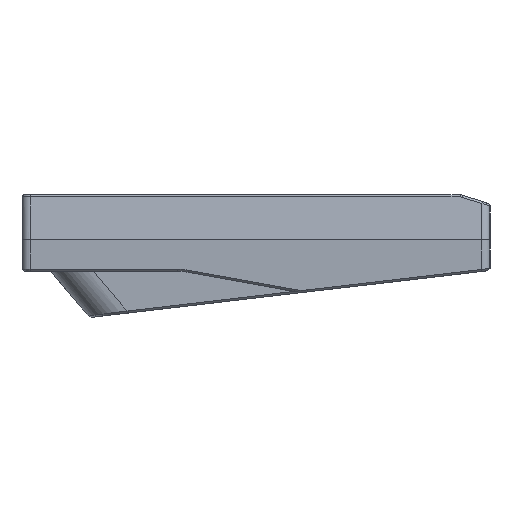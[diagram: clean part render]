
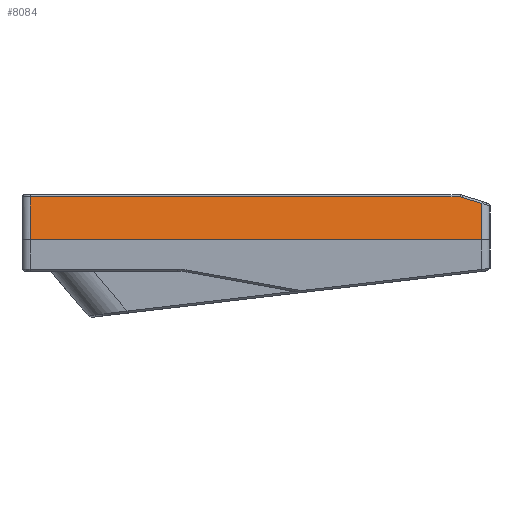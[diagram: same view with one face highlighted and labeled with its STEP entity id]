
A CAD part, left-side view. The second image highlights one B-rep face of the part: STEP entity #8084.
In plain terms, the highlighted planar face has unit normal (-0.99, 0, 0.139).
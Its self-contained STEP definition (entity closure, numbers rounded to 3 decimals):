
#210=B_SPLINE_CURVE_WITH_KNOTS('',3,(#12175,#12176,#12177,#12178),
 .UNSPECIFIED.,.F.,.F.,(4,4),(-41.37,-40.856),
 .UNSPECIFIED.);
#213=B_SPLINE_CURVE_WITH_KNOTS('',3,(#12219,#12220,#12221,#12222),
 .UNSPECIFIED.,.F.,.F.,(4,4),(-41.414,-41.37),
 .UNSPECIFIED.);
#216=B_SPLINE_CURVE_WITH_KNOTS('',3,(#12270,#12271,#12272,#12273,#12274),
 .UNSPECIFIED.,.F.,.F.,(4,1,4),(-51.902,-47.407,-41.414),
 .UNSPECIFIED.);
#940=FACE_OUTER_BOUND('',#1423,.T.);
#1423=EDGE_LOOP('',(#5548,#5549,#5550,#5551,#5552,#5553));
#1982=LINE('',#12399,#2683);
#1983=LINE('',#12401,#2684);
#1984=LINE('',#12402,#2685);
#2683=VECTOR('',#9472,10.);
#2684=VECTOR('',#9473,10.);
#2685=VECTOR('',#9474,10.);
#3408=VERTEX_POINT('',#12118);
#3410=VERTEX_POINT('',#12167);
#3411=VERTEX_POINT('',#12211);
#3412=VERTEX_POINT('',#12262);
#3414=VERTEX_POINT('',#12398);
#3415=VERTEX_POINT('',#12400);
#4241=EDGE_CURVE('',#3410,#3408,#210,.T.);
#4244=EDGE_CURVE('',#3411,#3410,#213,.T.);
#4247=EDGE_CURVE('',#3412,#3411,#216,.T.);
#4252=EDGE_CURVE('',#3414,#3412,#1982,.T.);
#4253=EDGE_CURVE('',#3415,#3414,#1983,.T.);
#4254=EDGE_CURVE('',#3408,#3415,#1984,.T.);
#5548=ORIENTED_EDGE('',*,*,#4241,.F.);
#5549=ORIENTED_EDGE('',*,*,#4244,.F.);
#5550=ORIENTED_EDGE('',*,*,#4247,.F.);
#5551=ORIENTED_EDGE('',*,*,#4252,.F.);
#5552=ORIENTED_EDGE('',*,*,#4253,.F.);
#5553=ORIENTED_EDGE('',*,*,#4254,.F.);
#7846=PLANE('',#8588);
#8084=ADVANCED_FACE('',(#940),#7846,.F.);
#8588=AXIS2_PLACEMENT_3D('',#12397,#9470,#9471);
#9470=DIRECTION('center_axis',(0.99,0.,-0.139));
#9471=DIRECTION('ref_axis',(-0.139,0.,-0.99));
#9472=DIRECTION('',(0.139,0.,0.99));
#9473=DIRECTION('',(0.,1.,0.));
#9474=DIRECTION('',(-0.139,0.,-0.99));
#12118=CARTESIAN_POINT('',(-4.734,-102.725,8.828));
#12167=CARTESIAN_POINT('',(-4.511,-97.841,10.415));
#12175=CARTESIAN_POINT('Ctrl Pts',(-4.511,-97.841,
10.415));
#12176=CARTESIAN_POINT('Ctrl Pts',(-4.586,-99.469,
9.886));
#12177=CARTESIAN_POINT('Ctrl Pts',(-4.66,-101.096,9.357));
#12178=CARTESIAN_POINT('Ctrl Pts',(-4.734,-102.725,8.828));
#12211=CARTESIAN_POINT('',(-4.502,-97.408,10.484));
#12219=CARTESIAN_POINT('Ctrl Pts',(-4.502,-97.408,
10.484));
#12220=CARTESIAN_POINT('Ctrl Pts',(-4.502,-97.555,
10.484));
#12221=CARTESIAN_POINT('Ctrl Pts',(-4.505,-97.701,
10.46));
#12222=CARTESIAN_POINT('Ctrl Pts',(-4.511,-97.841,
10.415));
#12262=CARTESIAN_POINT('',(-4.502,7.475,10.484));
#12270=CARTESIAN_POINT('Ctrl Pts',(-4.502,7.475,10.484));
#12271=CARTESIAN_POINT('Ctrl Pts',(-4.502,-7.523,10.484));
#12272=CARTESIAN_POINT('Ctrl Pts',(-4.502,-42.46,10.484));
#12273=CARTESIAN_POINT('Ctrl Pts',(-4.502,-77.43,10.484));
#12274=CARTESIAN_POINT('Ctrl Pts',(-4.502,-97.408,
10.484));
#12397=CARTESIAN_POINT('Origin',(-4.429,-104.725,11.));
#12398=CARTESIAN_POINT('',(-5.975,7.475,0.));
#12399=CARTESIAN_POINT('',(-2.319,7.475,26.014));
#12400=CARTESIAN_POINT('',(-5.975,-102.725,0.));
#12401=CARTESIAN_POINT('',(-5.975,-104.725,0.));
#12402=CARTESIAN_POINT('',(-5.202,-102.725,5.5));
